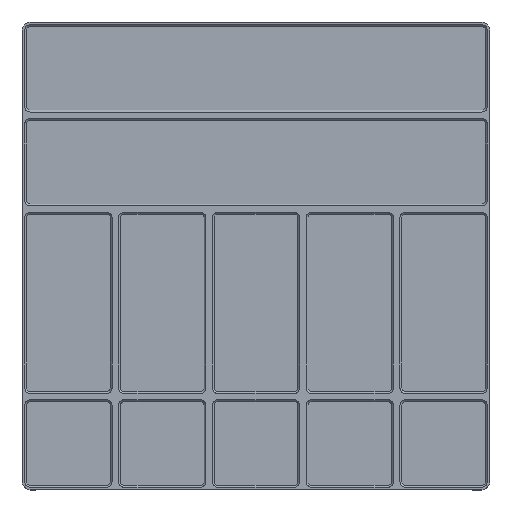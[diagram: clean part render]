
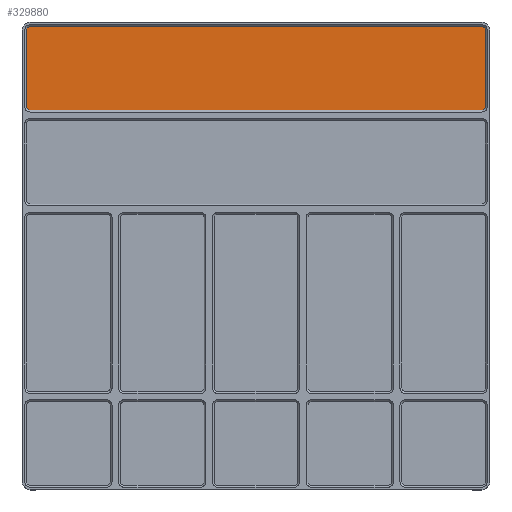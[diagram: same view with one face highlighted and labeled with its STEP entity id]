
A CAD part, top view. The second image highlights one B-rep face of the part: STEP entity #329880.
In plain terms, the highlighted planar face has unit normal (0, 0, 1).
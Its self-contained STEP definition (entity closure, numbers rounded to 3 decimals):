
#24450=CARTESIAN_POINT('',(291.75,289.,7.));
#24460=DIRECTION('',(0.,-1.,0.));
#24470=VECTOR('',#24460,1.);
#24480=LINE('',#24450,#24470);
#24490=CARTESIAN_POINT('',(291.75,290.15,7.));
#24500=VERTEX_POINT('',#24490);
#24510=CARTESIAN_POINT('',(291.75,255.85,7.));
#24520=VERTEX_POINT('',#24510);
#24530=EDGE_CURVE('',#24500,#24520,#24480,.T.);
#39630=CARTESIAN_POINT('',(290.15,291.75,7.));
#39640=VERTEX_POINT('',#39630);
#39670=CARTESIAN_POINT('',(257.,291.75,7.));
#39680=DIRECTION('',(1.,0.,0.));
#39690=VECTOR('',#39680,1.);
#39700=LINE('',#39670,#39690);
#39710=CARTESIAN_POINT('',(87.85,291.75,7.));
#39720=VERTEX_POINT('',#39710);
#39730=EDGE_CURVE('',#39720,#39640,#39700,.T.);
#40780=CARTESIAN_POINT('',(290.15,290.15,7.));
#40790=DIRECTION('',(0.,0.,-1.));
#40800=DIRECTION('',(-1.,0.,0.));
#40810=AXIS2_PLACEMENT_3D('',#40780,#40790,#40800);
#40820=CIRCLE('',#40810,1.6);
#40830=EDGE_CURVE('',#39640,#24500,#40820,.T.);
#41070=CARTESIAN_POINT('',(290.15,254.25,7.));
#41080=VERTEX_POINT('',#41070);
#41110=CARTESIAN_POINT('',(290.15,255.85,7.));
#41120=DIRECTION('',(0.,0.,-1.));
#41130=DIRECTION('',(-1.,0.,0.));
#41140=AXIS2_PLACEMENT_3D('',#41110,#41120,#41130);
#41150=CIRCLE('',#41140,1.6);
#41160=EDGE_CURVE('',#24520,#41080,#41150,.T.);
#152990=CARTESIAN_POINT('',(87.85,254.25,7.));
#153000=VERTEX_POINT('',#152990);
#153030=CARTESIAN_POINT('',(121.,254.25,7.));
#153040=DIRECTION('',(-1.,0.,0.));
#153050=VECTOR('',#153040,1.);
#153060=LINE('',#153030,#153050);
#153070=EDGE_CURVE('',#41080,#153000,#153060,.T.);
#233150=CARTESIAN_POINT('',(87.85,290.15,7.));
#233160=DIRECTION('',(0.,0.,-1.));
#233170=DIRECTION('',(-1.,0.,0.));
#233180=AXIS2_PLACEMENT_3D('',#233150,#233160,#233170);
#233190=CIRCLE('',#233180,1.6);
#233200=CARTESIAN_POINT('',(86.25,290.15,7.));
#233210=VERTEX_POINT('',#233200);
#233220=EDGE_CURVE('',#233210,#39720,#233190,.T.);
#238100=CARTESIAN_POINT('',(86.25,255.85,7.));
#238110=VERTEX_POINT('',#238100);
#238140=CARTESIAN_POINT('',(87.85,255.85,7.));
#238150=DIRECTION('',(0.,0.,-1.));
#238160=DIRECTION('',(-1.,0.,0.));
#238170=AXIS2_PLACEMENT_3D('',#238140,#238150,#238160);
#238180=CIRCLE('',#238170,1.6);
#238190=EDGE_CURVE('',#153000,#238110,#238180,.T.);
#238840=CARTESIAN_POINT('',(86.25,257.,7.));
#238850=DIRECTION('',(0.,1.,0.));
#238860=VECTOR('',#238850,1.);
#238870=LINE('',#238840,#238860);
#238880=EDGE_CURVE('',#238110,#233210,#238870,.T.);
#329730=CARTESIAN_POINT('',(105.,273.,7.));
#329740=DIRECTION('',(0.,0.,1.));
#329750=DIRECTION('',(1.,0.,0.));
#329760=AXIS2_PLACEMENT_3D('',#329730,#329740,#329750);
#329770=PLANE('',#329760);
#329780=ORIENTED_EDGE('',*,*,#233220,.F.);
#329790=ORIENTED_EDGE('',*,*,#39730,.F.);
#329800=ORIENTED_EDGE('',*,*,#40830,.F.);
#329810=ORIENTED_EDGE('',*,*,#24530,.F.);
#329820=ORIENTED_EDGE('',*,*,#41160,.F.);
#329830=ORIENTED_EDGE('',*,*,#153070,.F.);
#329840=ORIENTED_EDGE('',*,*,#238190,.F.);
#329850=ORIENTED_EDGE('',*,*,#238880,.F.);
#329860=EDGE_LOOP('',(#329850,#329840,#329830,#329820,#329810,#329800,
#329790,#329780));
#329870=FACE_OUTER_BOUND('',#329860,.T.);
#329880=ADVANCED_FACE('',(#329870),#329770,.T.);
